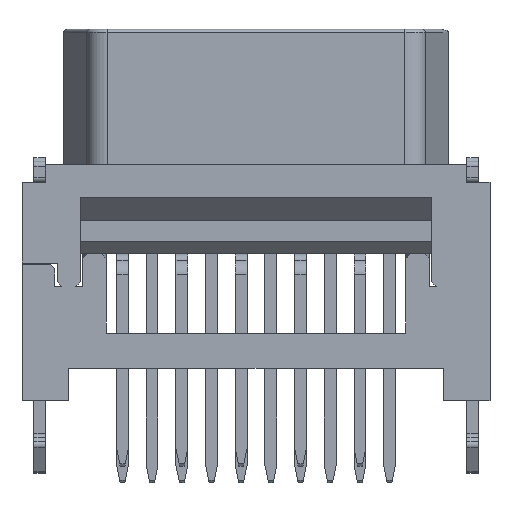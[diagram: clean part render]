
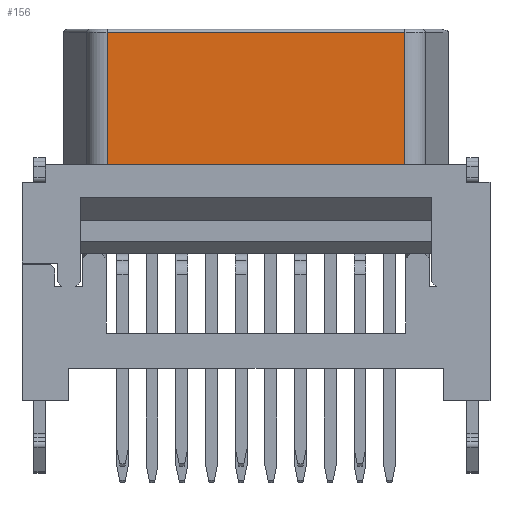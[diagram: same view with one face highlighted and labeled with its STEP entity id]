
A CAD part, front view. The second image highlights one B-rep face of the part: STEP entity #156.
In plain terms, the highlighted planar face has unit normal (0, -1, 0).
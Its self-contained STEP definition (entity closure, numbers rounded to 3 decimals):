
#98=CARTESIAN_POINT('',(-6.375,-2.7,5.2));
#99=VERTEX_POINT('',#98);
#107=CARTESIAN_POINT('',(-6.375,-2.7,10.85));
#108=VERTEX_POINT('',#107);
#109=CARTESIAN_POINT('',(-6.375,-2.7,5.2));
#110=DIRECTION('',(0.,0.,1.));
#111=VECTOR('',#110,5.65);
#112=LINE('',#109,#111);
#113=EDGE_CURVE('',#99,#108,#112,.T.);
#126=CARTESIAN_POINT('',(0.,-2.7,8.1));
#127=DIRECTION('',(1.,0.,0.));
#128=DIRECTION('',(0.,-1.,0.));
#129=AXIS2_PLACEMENT_3D('',#126,#128,#127);
#130=PLANE('',#129);
#131=CARTESIAN_POINT('',(6.375,-2.7,5.2));
#132=VERTEX_POINT('',#131);
#133=CARTESIAN_POINT('',(-6.375,-2.7,5.2));
#134=DIRECTION('',(1.,0.,0.));
#135=VECTOR('',#134,12.751);
#136=LINE('',#133,#135);
#137=EDGE_CURVE('',#99,#132,#136,.T.);
#138=ORIENTED_EDGE('',*,*,#137,.T.);
#139=CARTESIAN_POINT('',(6.375,-2.7,10.85));
#140=VERTEX_POINT('',#139);
#141=CARTESIAN_POINT('',(6.375,-2.7,5.2));
#142=DIRECTION('',(0.,0.,1.));
#143=VECTOR('',#142,5.65);
#144=LINE('',#141,#143);
#145=EDGE_CURVE('',#132,#140,#144,.T.);
#146=ORIENTED_EDGE('',*,*,#145,.T.);
#147=CARTESIAN_POINT('',(-6.375,-2.7,10.85));
#148=DIRECTION('',(1.,0.,0.));
#149=VECTOR('',#148,12.751);
#150=LINE('',#147,#149);
#151=EDGE_CURVE('',#108,#140,#150,.T.);
#152=ORIENTED_EDGE('',*,*,#151,.F.);
#153=ORIENTED_EDGE('',*,*,#113,.F.);
#154=EDGE_LOOP('',(#138,#146,#152,#153));
#155=FACE_OUTER_BOUND('',#154,.T.);
#156=ADVANCED_FACE('',(#155),#130,.T.);
